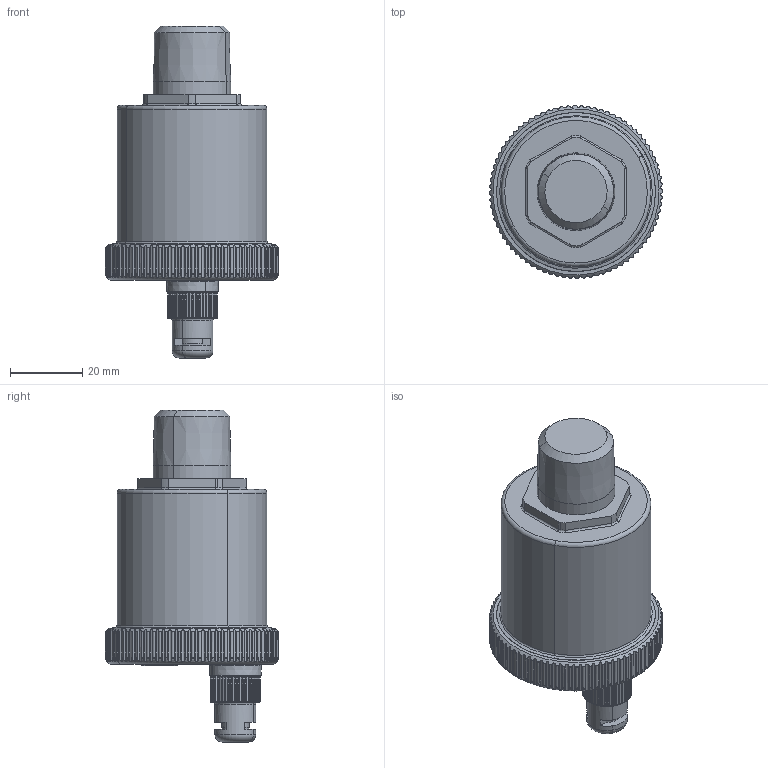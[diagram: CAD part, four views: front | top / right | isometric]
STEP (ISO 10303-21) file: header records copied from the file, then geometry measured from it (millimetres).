
FILE_DESCRIPTION(('CATIA V5 STEP Exchange'),'2;1');
FILE_NAME('STEP_502043A_-_TST.stp','2018-09-18T13:35:20+00:00',('none'),('none'),'CATIA Version 5-6 Release 2016 SP4','CATIA V5 STEP AP203','none');
FILE_SCHEMA(('CONFIG_CONTROL_DESIGN'));
Length unit declared in the file: millimetre
Products named in the file (1): 502043A - TST
Bounding box: 47.9 x 47.9 x 91.9 mm (x, y, z)
Volume: 80471.3 mm3; surface area: 13268.5 mm2
Topology: 1 solids, 5 shells, 792 faces, 2288 edges, 1500 vertices
Faces by surface type: cylinder 358, plane 297, torus 80, bspline 29, cone 19, sphere 9
Entity records: 30338 total; most frequent: CARTESIAN_POINT 12260, ORIENTED_EDGE 4546, DIRECTION 2498, EDGE_CURVE 2273, VERTEX_POINT 1500, AXIS2_PLACEMENT_3D 1097, B_SPLINE_CURVE_WITH_KNOTS 1003, EDGE_LOOP 807
